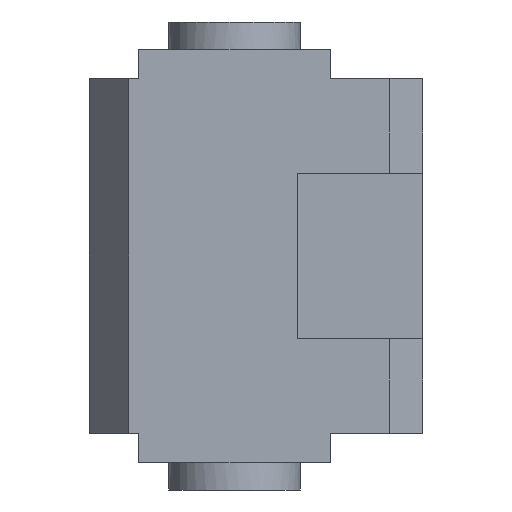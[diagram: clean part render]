
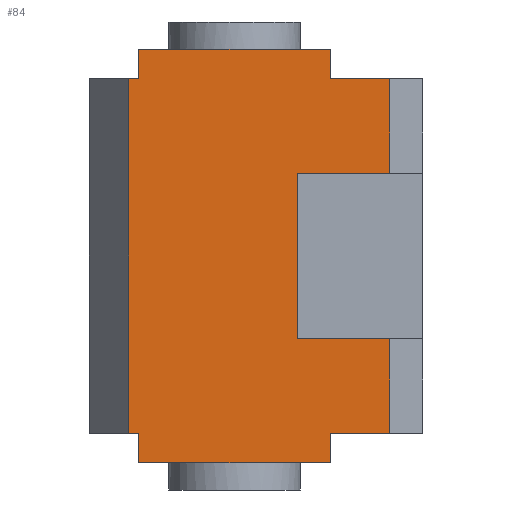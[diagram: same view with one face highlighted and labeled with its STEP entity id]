
A CAD part, left-side view. The second image highlights one B-rep face of the part: STEP entity #84.
In plain terms, the highlighted planar face has unit normal (-1, 0, 0).
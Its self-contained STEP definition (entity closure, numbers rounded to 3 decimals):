
#84=ADVANCED_FACE('',(#154),#119,.T.);
#119=PLANE('',#811);
#154=FACE_OUTER_BOUND('',#193,.T.);
#193=EDGE_LOOP('',(#359,#360,#361,#362,#363,#364,#365,#366,#367,#368,#369,
#370,#371,#372,#373,#374));
#359=ORIENTED_EDGE('',*,*,#558,.T.);
#360=ORIENTED_EDGE('',*,*,#513,.T.);
#361=ORIENTED_EDGE('',*,*,#515,.T.);
#362=ORIENTED_EDGE('',*,*,#518,.T.);
#363=ORIENTED_EDGE('',*,*,#529,.T.);
#364=ORIENTED_EDGE('',*,*,#531,.T.);
#365=ORIENTED_EDGE('',*,*,#538,.T.);
#366=ORIENTED_EDGE('',*,*,#534,.T.);
#367=ORIENTED_EDGE('',*,*,#559,.T.);
#368=ORIENTED_EDGE('',*,*,#560,.F.);
#369=ORIENTED_EDGE('',*,*,#561,.T.);
#370=ORIENTED_EDGE('',*,*,#470,.T.);
#371=ORIENTED_EDGE('',*,*,#546,.T.);
#372=ORIENTED_EDGE('',*,*,#475,.T.);
#373=ORIENTED_EDGE('',*,*,#555,.T.);
#374=ORIENTED_EDGE('',*,*,#557,.T.);
#401=VERTEX_POINT('',#1000);
#403=VERTEX_POINT('',#1003);
#407=VERTEX_POINT('',#1012);
#408=VERTEX_POINT('',#1014);
#435=VERTEX_POINT('',#1089);
#436=VERTEX_POINT('',#1091);
#437=VERTEX_POINT('',#1095);
#438=VERTEX_POINT('',#1099);
#446=VERTEX_POINT('',#1128);
#447=VERTEX_POINT('',#1132);
#450=VERTEX_POINT('',#1139);
#451=VERTEX_POINT('',#1141);
#461=VERTEX_POINT('',#1185);
#462=VERTEX_POINT('',#1189);
#463=VERTEX_POINT('',#1195);
#464=VERTEX_POINT('',#1197);
#470=EDGE_CURVE('',#403,#401,#571,.T.);
#475=EDGE_CURVE('',#408,#407,#576,.T.);
#513=EDGE_CURVE('',#436,#435,#614,.T.);
#515=EDGE_CURVE('',#435,#437,#616,.T.);
#518=EDGE_CURVE('',#437,#438,#619,.T.);
#529=EDGE_CURVE('',#438,#446,#627,.T.);
#531=EDGE_CURVE('',#446,#447,#629,.T.);
#534=EDGE_CURVE('',#451,#450,#632,.T.);
#538=EDGE_CURVE('',#447,#451,#636,.T.);
#546=EDGE_CURVE('',#401,#408,#643,.T.);
#555=EDGE_CURVE('',#407,#461,#650,.T.);
#557=EDGE_CURVE('',#461,#462,#652,.T.);
#558=EDGE_CURVE('',#462,#436,#653,.T.);
#559=EDGE_CURVE('',#450,#463,#654,.T.);
#560=EDGE_CURVE('',#464,#463,#655,.T.);
#561=EDGE_CURVE('',#464,#403,#656,.T.);
#571=LINE('',#1002,#666);
#576=LINE('',#1013,#671);
#614=LINE('',#1090,#709);
#616=LINE('',#1094,#711);
#619=LINE('',#1100,#714);
#627=LINE('',#1129,#722);
#629=LINE('',#1133,#724);
#632=LINE('',#1140,#727);
#636=LINE('',#1148,#731);
#643=LINE('',#1162,#738);
#650=LINE('',#1186,#745);
#652=LINE('',#1190,#747);
#653=LINE('',#1192,#748);
#654=LINE('',#1194,#749);
#655=LINE('',#1196,#750);
#656=LINE('',#1198,#751);
#666=VECTOR('',#820,1.);
#671=VECTOR('',#827,1.);
#709=VECTOR('',#887,1.);
#711=VECTOR('',#891,1.);
#714=VECTOR('',#896,1.);
#722=VECTOR('',#916,1.);
#724=VECTOR('',#920,1.);
#727=VECTOR('',#925,1.);
#731=VECTOR('',#931,1.);
#738=VECTOR('',#944,1.);
#745=VECTOR('',#963,1.);
#747=VECTOR('',#967,1.);
#748=VECTOR('',#970,1.);
#749=VECTOR('',#973,1.);
#750=VECTOR('',#974,1.);
#751=VECTOR('',#975,1.);
#811=AXIS2_PLACEMENT_3D('',#1199,#976,#977);
#820=DIRECTION('',(0.,0.,-1.));
#827=DIRECTION('',(0.,0.,1.));
#887=DIRECTION('',(0.,0.,1.));
#891=DIRECTION('',(0.,-1.,0.));
#896=DIRECTION('',(0.,0.,1.));
#916=DIRECTION('',(0.,1.,0.));
#920=DIRECTION('',(0.,0.,1.));
#925=DIRECTION('',(0.,0.,-1.));
#931=DIRECTION('',(0.,1.,0.));
#944=DIRECTION('',(0.,-1.,0.));
#963=DIRECTION('',(0.,-1.,0.));
#967=DIRECTION('',(0.,0.,1.));
#970=DIRECTION('',(0.,1.,0.));
#973=DIRECTION('',(0.,1.,0.));
#974=DIRECTION('',(0.,0.,1.));
#975=DIRECTION('',(0.,-1.,0.));
#976=DIRECTION('',(-1.,0.,0.));
#977=DIRECTION('',(0.,-1.,0.));
#1000=CARTESIAN_POINT('',(0.,4.3,-0.44));
#1002=CARTESIAN_POINT('',(0.,4.3,0.));
#1003=CARTESIAN_POINT('',(0.,4.3,0.));
#1012=CARTESIAN_POINT('',(0.,1.4,0.));
#1013=CARTESIAN_POINT('',(0.,1.4,-0.44));
#1014=CARTESIAN_POINT('',(0.,1.4,-0.44));
#1089=CARTESIAN_POINT('',(0.,1.9,3.935));
#1090=CARTESIAN_POINT('',(0.,1.9,1.435));
#1091=CARTESIAN_POINT('',(0.,1.9,1.435));
#1094=CARTESIAN_POINT('',(0.,1.9,3.935));
#1095=CARTESIAN_POINT('',(0.,0.5,3.935));
#1099=CARTESIAN_POINT('',(0.,0.5,5.37));
#1100=CARTESIAN_POINT('',(0.,0.5,3.935));
#1128=CARTESIAN_POINT('',(0.,1.4,5.37));
#1129=CARTESIAN_POINT('',(0.,0.5,5.37));
#1132=CARTESIAN_POINT('',(0.,1.4,5.81));
#1133=CARTESIAN_POINT('',(0.,1.4,5.37));
#1139=CARTESIAN_POINT('',(0.,4.3,5.37));
#1140=CARTESIAN_POINT('',(0.,4.3,5.81));
#1141=CARTESIAN_POINT('',(0.,4.3,5.81));
#1148=CARTESIAN_POINT('',(0.,1.4,5.81));
#1162=CARTESIAN_POINT('',(0.,4.3,-0.44));
#1185=CARTESIAN_POINT('',(0.,0.5,0.));
#1186=CARTESIAN_POINT('',(0.,1.4,0.));
#1189=CARTESIAN_POINT('',(0.,0.5,1.435));
#1190=CARTESIAN_POINT('',(0.,0.5,0.));
#1192=CARTESIAN_POINT('',(0.,0.5,1.435));
#1194=CARTESIAN_POINT('',(0.,4.3,5.37));
#1195=CARTESIAN_POINT('',(0.,4.45,5.37));
#1196=CARTESIAN_POINT('',(0.,4.45,0.));
#1197=CARTESIAN_POINT('',(0.,4.45,0.));
#1198=CARTESIAN_POINT('',(0.,4.45,0.));
#1199=CARTESIAN_POINT('',(0.,4.55,-1.114));
